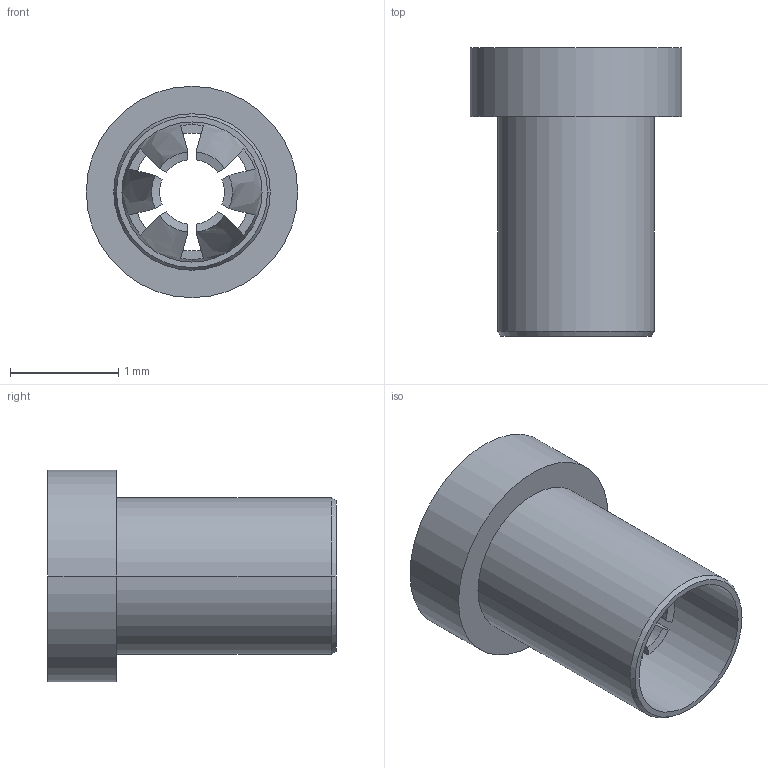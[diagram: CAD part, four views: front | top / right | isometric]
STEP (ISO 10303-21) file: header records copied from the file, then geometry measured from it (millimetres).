
FILE_DESCRIPTION (( 'STEP AP214' ), '1' );
FILE_NAME ('1626-2.STEP', '2007-12-18T15:51:51', ( 'Richard Maletta' ), ( '' ), 'SwSTEP 2.0', 'SolidWorks 2007', '' );
FILE_SCHEMA (( 'AUTOMOTIVE_DESIGN' ));
Length unit declared in the file: millimetre
Products named in the file (1): 1626-2
Bounding box: 1.96 x 2.67 x 1.96 mm (x, y, z)
Volume: 2.2 mm3; surface area: 40.6 mm2
Topology: 2 solids, 2 shells, 46 faces, 118 edges, 76 vertices
Faces by surface type: plane 22, cone 14, cylinder 10
Entity records: 2046 total; most frequent: CARTESIAN_POINT 403, ORIENTED_EDGE 236, DIRECTION 228, EDGE_CURVE 118, AXIS2_PLACEMENT_3D 99, VERTEX_POINT 76, CIRCLE 52, EDGE_LOOP 50
